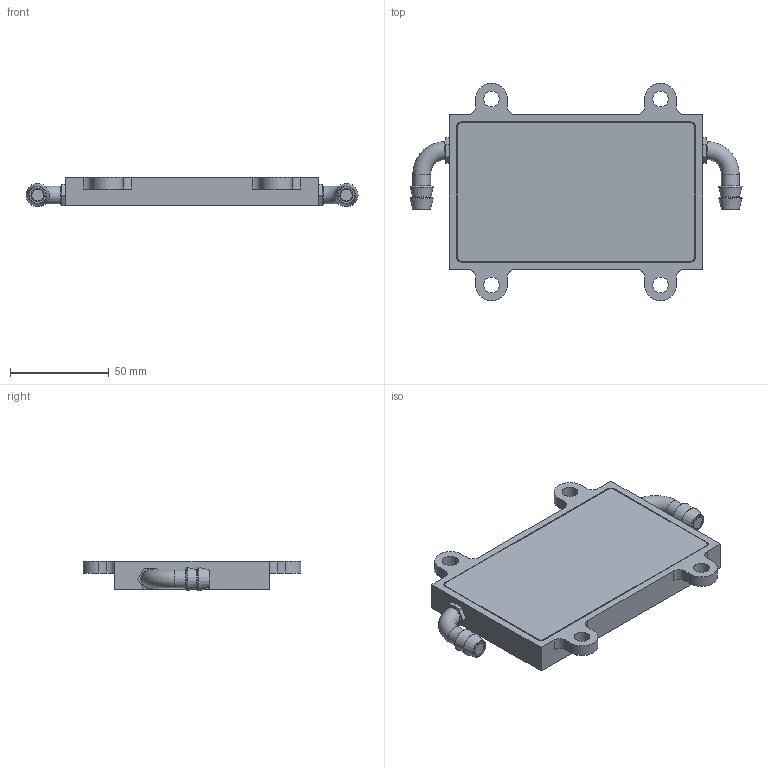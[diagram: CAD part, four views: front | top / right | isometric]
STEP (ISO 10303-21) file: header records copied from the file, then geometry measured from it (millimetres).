
FILE_DESCRIPTION(/* description */ (''),/* implementation_level */ '2;1');
FILE_NAME(/* name */ 'i0_design_gjp.stp',/* time_stamp */ '2021-05-19T22:03:19+02:00',/* author */ ('joris.codde_BEP4M6'),/* organization */ (''),/* preprocessor_version */ 'ST-DEVELOPER v18.1',/* originating_system */ 'Autodesk Inventor LT',/* authorisation */ '');
FILE_SCHEMA (('AUTOMOTIVE_DESIGN { 1 0 10303 214 3 1 1 }'));
Length unit declared in the file: millimetre
Products named in the file (1): i0_design_gjp
Bounding box: 167.77 x 110 x 14.89 mm (x, y, z)
Volume: 201740 mm3; surface area: 89795.8 mm2
Topology: 6 solids, 11 shells, 163 faces, 419 edges, 289 vertices
Faces by surface type: plane 89, cylinder 44, torus 20, cone 8, bspline 2
Full cylindrical faces by diameter (mm): 6 x10, 8 x4, 9 x6
Entity records: 5634 total; most frequent: CARTESIAN_POINT 1394, DIRECTION 918, ORIENTED_EDGE 824, EDGE_CURVE 419, AXIS2_PLACEMENT_3D 343, VERTEX_POINT 289, LINE 232, VECTOR 232
